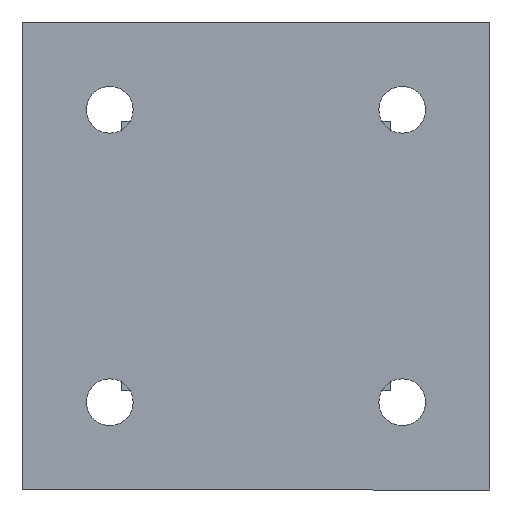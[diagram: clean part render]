
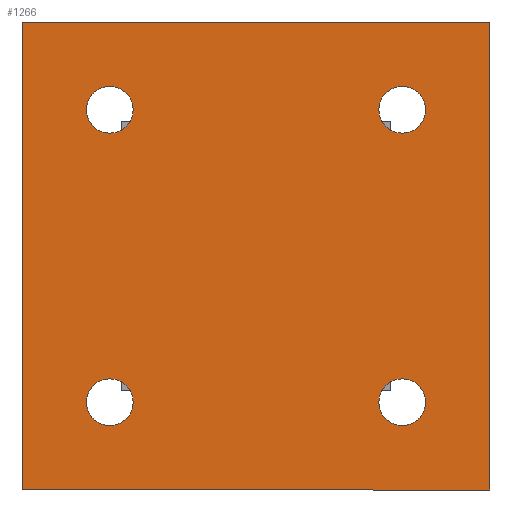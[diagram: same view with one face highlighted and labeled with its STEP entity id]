
A CAD part, front view. The second image highlights one B-rep face of the part: STEP entity #1266.
In plain terms, the highlighted planar face has unit normal (0, -1, 0).
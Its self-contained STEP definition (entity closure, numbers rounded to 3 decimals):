
#12 = DIRECTION ( 'NONE',  ( -1., 0., 0. ) ) ;
#46 = DIRECTION ( 'NONE',  ( 0., 0., -1. ) ) ;
#58 = EDGE_CURVE ( 'NONE', #165, #223, #390, .T. ) ;
#59 = DIRECTION ( 'NONE',  ( 0., 0., 1. ) ) ;
#62 = AXIS2_PLACEMENT_3D ( 'NONE', #2141, #1597, #2164 ) ;
#73 = DIRECTION ( 'NONE',  ( 0., 0., 1. ) ) ;
#98 = CARTESIAN_POINT ( 'NONE',  ( 20., 0., 20. ) ) ;
#99 = ORIENTED_EDGE ( 'NONE', *, *, #1725, .F. ) ;
#104 = DIRECTION ( 'NONE',  ( 0., 0., -1. ) ) ;
#128 = CIRCLE ( 'NONE', #587, 2. ) ;
#135 = ORIENTED_EDGE ( 'NONE', *, *, #1113, .T. ) ;
#151 = EDGE_CURVE ( 'NONE', #1915, #290, #1068, .T. ) ;
#165 = VERTEX_POINT ( 'NONE', #634 ) ;
#171 = DIRECTION ( 'NONE',  ( 0., 0., 1. ) ) ;
#174 = CARTESIAN_POINT ( 'NONE',  ( 12.5, 0., -12.5 ) ) ;
#177 = AXIS2_PLACEMENT_3D ( 'NONE', #448, #1490, #266 ) ;
#184 = VERTEX_POINT ( 'NONE', #449 ) ;
#197 = CARTESIAN_POINT ( 'NONE',  ( -20., 0., 20. ) ) ;
#210 = ORIENTED_EDGE ( 'NONE', *, *, #2091, .F. ) ;
#213 = CARTESIAN_POINT ( 'NONE',  ( 20., 0., -20. ) ) ;
#223 = VERTEX_POINT ( 'NONE', #98 ) ;
#231 = ORIENTED_EDGE ( 'NONE', *, *, #500, .T. ) ;
#234 = ORIENTED_EDGE ( 'NONE', *, *, #2306, .T. ) ;
#239 = CARTESIAN_POINT ( 'NONE',  ( -20., 0., -20. ) ) ;
#245 = VERTEX_POINT ( 'NONE', #1838 ) ;
#266 = DIRECTION ( 'NONE',  ( 0., 0., 1. ) ) ;
#290 = VERTEX_POINT ( 'NONE', #968 ) ;
#297 = FACE_BOUND ( 'NONE', #1193, .T. ) ;
#303 = CIRCLE ( 'NONE', #743, 2. ) ;
#334 = FACE_BOUND ( 'NONE', #920, .T. ) ;
#346 = EDGE_CURVE ( 'NONE', #2293, #165, #1132, .T. ) ;
#381 = CIRCLE ( 'NONE', #177, 2. ) ;
#386 = VERTEX_POINT ( 'NONE', #2137 ) ;
#390 = LINE ( 'NONE', #667, #1745 ) ;
#395 = CARTESIAN_POINT ( 'NONE',  ( 0., 0., 0. ) ) ;
#420 = CARTESIAN_POINT ( 'NONE',  ( 12.5, 0., -10.5 ) ) ;
#448 = CARTESIAN_POINT ( 'NONE',  ( 12.5, 0., 12.5 ) ) ;
#449 = CARTESIAN_POINT ( 'NONE',  ( 20., 0., -20. ) ) ;
#455 = VECTOR ( 'NONE', #12, 1000. ) ;
#464 = DIRECTION ( 'NONE',  ( 0., 1., 0. ) ) ;
#485 = EDGE_LOOP ( 'NONE', ( #681, #210, #99, #893 ) ) ;
#492 = EDGE_LOOP ( 'NONE', ( #1273, #750 ) ) ;
#496 = ORIENTED_EDGE ( 'NONE', *, *, #758, .T. ) ;
#500 = EDGE_CURVE ( 'NONE', #1726, #2273, #1630, .T. ) ;
#525 = DIRECTION ( 'NONE',  ( 0., 1., 0. ) ) ;
#543 = EDGE_CURVE ( 'NONE', #1727, #1449, #1012, .T. ) ;
#554 = DIRECTION ( 'NONE',  ( 0., 0., -1. ) ) ;
#581 = CARTESIAN_POINT ( 'NONE',  ( 20., 0., 20. ) ) ;
#587 = AXIS2_PLACEMENT_3D ( 'NONE', #2052, #1885, #619 ) ;
#619 = DIRECTION ( 'NONE',  ( 0., 0., 1. ) ) ;
#634 = CARTESIAN_POINT ( 'NONE',  ( -20., 0., 20. ) ) ;
#667 = CARTESIAN_POINT ( 'NONE',  ( 20., 0., 20. ) ) ;
#681 = ORIENTED_EDGE ( 'NONE', *, *, #346, .F. ) ;
#682 = EDGE_CURVE ( 'NONE', #386, #245, #303, .T. ) ;
#691 = AXIS2_PLACEMENT_3D ( 'NONE', #174, #525, #554 ) ;
#743 = AXIS2_PLACEMENT_3D ( 'NONE', #961, #1139, #73 ) ;
#750 = ORIENTED_EDGE ( 'NONE', *, *, #2093, .T. ) ;
#758 = EDGE_CURVE ( 'NONE', #1449, #1727, #1855, .T. ) ;
#822 = CARTESIAN_POINT ( 'NONE',  ( -12.5, 0., 12.5 ) ) ;
#862 = DIRECTION ( 'NONE',  ( 1., 0., 0. ) ) ;
#893 = ORIENTED_EDGE ( 'NONE', *, *, #58, .F. ) ;
#910 = CARTESIAN_POINT ( 'NONE',  ( 12.5, 0., 10.5 ) ) ;
#920 = EDGE_LOOP ( 'NONE', ( #135, #231 ) ) ;
#961 = CARTESIAN_POINT ( 'NONE',  ( -12.5, 0., -12.5 ) ) ;
#968 = CARTESIAN_POINT ( 'NONE',  ( -12.5, 0., 10.5 ) ) ;
#1012 = CIRCLE ( 'NONE', #691, 2. ) ;
#1021 = LINE ( 'NONE', #213, #455 ) ;
#1056 = VECTOR ( 'NONE', #1795, 1000. ) ;
#1068 = CIRCLE ( 'NONE', #1285, 2. ) ;
#1105 = DIRECTION ( 'NONE',  ( 0., 1., 0. ) ) ;
#1110 = CARTESIAN_POINT ( 'NONE',  ( 12.5, 0., 14.5 ) ) ;
#1113 = EDGE_CURVE ( 'NONE', #2273, #1726, #381, .T. ) ;
#1132 = LINE ( 'NONE', #197, #2239 ) ;
#1139 = DIRECTION ( 'NONE',  ( 0., 1., 0. ) ) ;
#1144 = DIRECTION ( 'NONE',  ( 0., 0., -1. ) ) ;
#1193 = EDGE_LOOP ( 'NONE', ( #1435, #234 ) ) ;
#1266 = ADVANCED_FACE ( 'NONE', ( #2083, #2135, #334, #297, #1267 ), #1450, .F. ) ;
#1267 = FACE_OUTER_BOUND ( 'NONE', #485, .T. ) ;
#1269 = AXIS2_PLACEMENT_3D ( 'NONE', #2191, #1105, #46 ) ;
#1273 = ORIENTED_EDGE ( 'NONE', *, *, #151, .T. ) ;
#1285 = AXIS2_PLACEMENT_3D ( 'NONE', #822, #2252, #104 ) ;
#1340 = CARTESIAN_POINT ( 'NONE',  ( 12.5, 0., -12.5 ) ) ;
#1435 = ORIENTED_EDGE ( 'NONE', *, *, #682, .T. ) ;
#1449 = VERTEX_POINT ( 'NONE', #2090 ) ;
#1450 = PLANE ( 'NONE',  #1643 ) ;
#1490 = DIRECTION ( 'NONE',  ( 0., 1., 0. ) ) ;
#1515 = ORIENTED_EDGE ( 'NONE', *, *, #543, .T. ) ;
#1597 = DIRECTION ( 'NONE',  ( 0., 1., 0. ) ) ;
#1630 = CIRCLE ( 'NONE', #62, 2. ) ;
#1639 = DIRECTION ( 'NONE',  ( 0., 1., 0. ) ) ;
#1643 = AXIS2_PLACEMENT_3D ( 'NONE', #395, #1639, #59 ) ;
#1725 = EDGE_CURVE ( 'NONE', #223, #184, #1904, .T. ) ;
#1726 = VERTEX_POINT ( 'NONE', #910 ) ;
#1727 = VERTEX_POINT ( 'NONE', #420 ) ;
#1745 = VECTOR ( 'NONE', #862, 1000. ) ;
#1795 = DIRECTION ( 'NONE',  ( 0., 0., -1. ) ) ;
#1838 = CARTESIAN_POINT ( 'NONE',  ( -12.5, 0., -14.5 ) ) ;
#1855 = CIRCLE ( 'NONE', #1988, 2. ) ;
#1885 = DIRECTION ( 'NONE',  ( 0., 1., 0. ) ) ;
#1904 = LINE ( 'NONE', #581, #1056 ) ;
#1915 = VERTEX_POINT ( 'NONE', #2301 ) ;
#1988 = AXIS2_PLACEMENT_3D ( 'NONE', #1340, #464, #1144 ) ;
#2052 = CARTESIAN_POINT ( 'NONE',  ( -12.5, 0., -12.5 ) ) ;
#2083 = FACE_BOUND ( 'NONE', #2208, .T. ) ;
#2090 = CARTESIAN_POINT ( 'NONE',  ( 12.5, 0., -14.5 ) ) ;
#2091 = EDGE_CURVE ( 'NONE', #184, #2293, #1021, .T. ) ;
#2093 = EDGE_CURVE ( 'NONE', #290, #1915, #2114, .T. ) ;
#2114 = CIRCLE ( 'NONE', #1269, 2. ) ;
#2135 = FACE_BOUND ( 'NONE', #492, .T. ) ;
#2137 = CARTESIAN_POINT ( 'NONE',  ( -12.5, 0., -10.5 ) ) ;
#2141 = CARTESIAN_POINT ( 'NONE',  ( 12.5, 0., 12.5 ) ) ;
#2164 = DIRECTION ( 'NONE',  ( 0., 0., 1. ) ) ;
#2191 = CARTESIAN_POINT ( 'NONE',  ( -12.5, 0., 12.5 ) ) ;
#2208 = EDGE_LOOP ( 'NONE', ( #1515, #496 ) ) ;
#2239 = VECTOR ( 'NONE', #171, 1000. ) ;
#2252 = DIRECTION ( 'NONE',  ( 0., 1., 0. ) ) ;
#2273 = VERTEX_POINT ( 'NONE', #1110 ) ;
#2293 = VERTEX_POINT ( 'NONE', #239 ) ;
#2301 = CARTESIAN_POINT ( 'NONE',  ( -12.5, 0., 14.5 ) ) ;
#2306 = EDGE_CURVE ( 'NONE', #245, #386, #128, .T. ) ;
